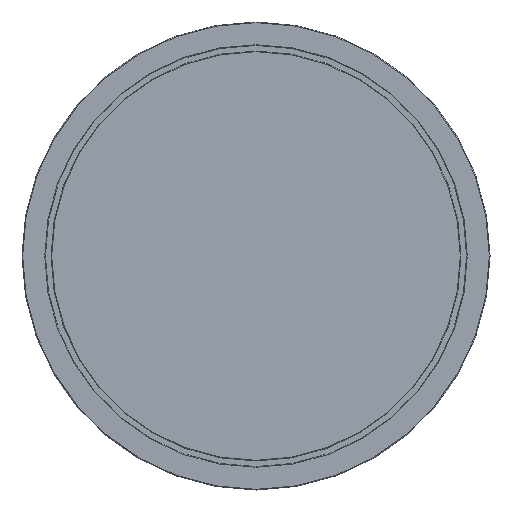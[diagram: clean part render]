
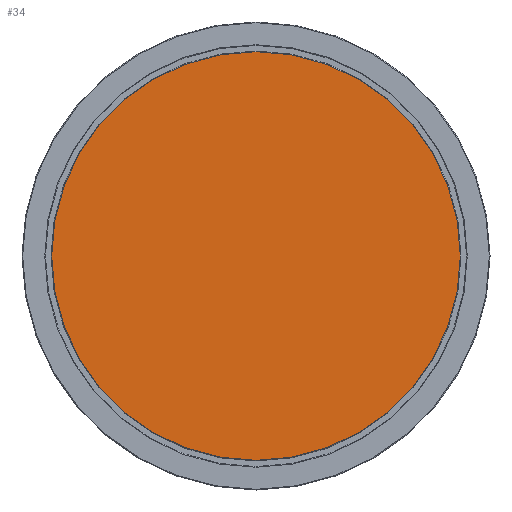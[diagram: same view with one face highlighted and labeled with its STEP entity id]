
A CAD part, front view. The second image highlights one B-rep face of the part: STEP entity #34.
In plain terms, the highlighted planar face has unit normal (0, -1, 0).
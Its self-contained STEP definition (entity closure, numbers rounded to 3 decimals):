
#24 = EDGE_CURVE ( 'NONE', #578, #514, #194, .T. ) ;
#34 = ADVANCED_FACE ( 'NONE', ( #592 ), #390, .T. ) ;
#80 = DIRECTION ( 'NONE',  ( 0., 0., -1. ) ) ;
#141 = EDGE_CURVE ( 'NONE', #514, #578, #829, .T. ) ;
#194 = CIRCLE ( 'NONE', #636, 126.6 ) ;
#195 = AXIS2_PLACEMENT_3D ( 'NONE', #637, #628, #683 ) ;
#343 = CARTESIAN_POINT ( 'NONE',  ( 0., 0., -126.6 ) ) ;
#352 = DIRECTION ( 'NONE',  ( 0., -1., 0. ) ) ;
#390 = PLANE ( 'NONE',  #875 ) ;
#411 = EDGE_LOOP ( 'NONE', ( #605, #882 ) ) ;
#457 = CARTESIAN_POINT ( 'NONE',  ( 0., 0., 126.6 ) ) ;
#497 = DIRECTION ( 'NONE',  ( 0., -1., 0. ) ) ;
#514 = VERTEX_POINT ( 'NONE', #457 ) ;
#517 = DIRECTION ( 'NONE',  ( 0., 0., -1. ) ) ;
#523 = CARTESIAN_POINT ( 'NONE',  ( 0., 0., 0. ) ) ;
#578 = VERTEX_POINT ( 'NONE', #343 ) ;
#592 = FACE_OUTER_BOUND ( 'NONE', #411, .T. ) ;
#605 = ORIENTED_EDGE ( 'NONE', *, *, #141, .T. ) ;
#628 = DIRECTION ( 'NONE',  ( 0., -1., 0. ) ) ;
#636 = AXIS2_PLACEMENT_3D ( 'NONE', #523, #497, #517 ) ;
#637 = CARTESIAN_POINT ( 'NONE',  ( 0., 0., 0. ) ) ;
#683 = DIRECTION ( 'NONE',  ( 0., 0., -1. ) ) ;
#829 = CIRCLE ( 'NONE', #195, 126.6 ) ;
#859 = CARTESIAN_POINT ( 'NONE',  ( 0., 0., 0. ) ) ;
#875 = AXIS2_PLACEMENT_3D ( 'NONE', #859, #352, #80 ) ;
#882 = ORIENTED_EDGE ( 'NONE', *, *, #24, .T. ) ;
